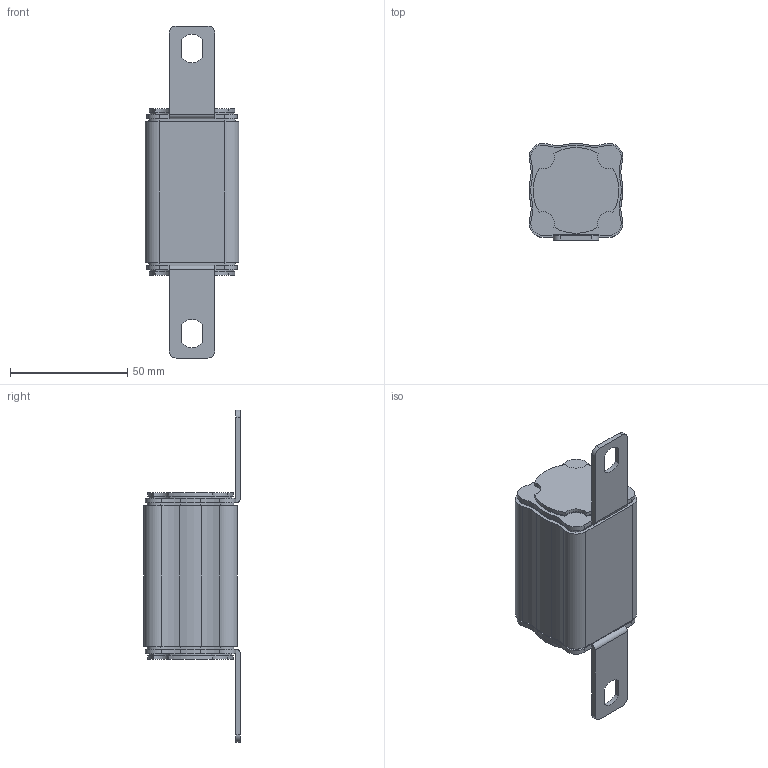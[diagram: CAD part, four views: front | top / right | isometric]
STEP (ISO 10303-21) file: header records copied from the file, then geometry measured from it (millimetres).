
FILE_DESCRIPTION(/* description */ (''),/* implementation_level */ '2;1');
FILE_NAME(/* name */ 'RS0-100.stp',/* time_stamp */ '2025-03-28T13:46:27+08:00',/* author */ (''),/* organization */ (''),/* preprocessor_version */ 'ST-DEVELOPER v16',/* originating_system */ 'SIEMENS PLM Software NX 10.0',/* authorisation */ '');
FILE_SCHEMA (('CONFIG_CONTROL_DESIGN'));
Length unit declared in the file: millimetre
Products named in the file (1): RS0-100
Bounding box: 39.99 x 41.25 x 141.4 mm (x, y, z)
Volume: 107610.2 mm3; surface area: 17351.3 mm2
Topology: 1 solids, 1 shells, 140 faces, 386 edges, 256 vertices
Faces by surface type: cylinder 109, plane 31
Entity records: 4668 total; most frequent: DIRECTION 886, CARTESIAN_POINT 783, ORIENTED_EDGE 772, EDGE_CURVE 386, AXIS2_PLACEMENT_3D 359, VERTEX_POINT 256, CIRCLE 218, LINE 168
